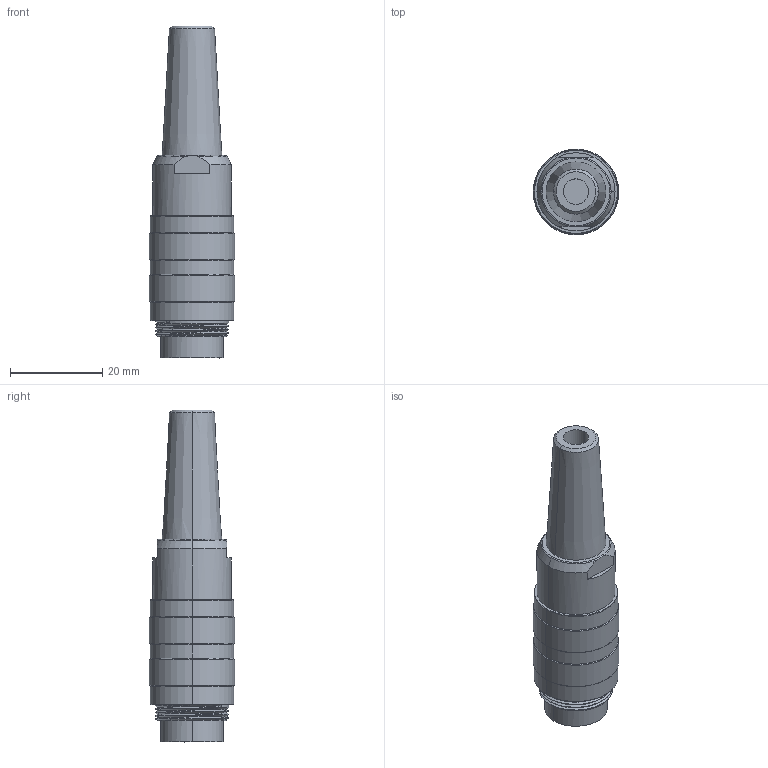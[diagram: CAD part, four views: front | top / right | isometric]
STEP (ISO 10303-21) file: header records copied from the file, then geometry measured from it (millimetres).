
FILE_DESCRIPTION(('CATIA V5 STEP Exchange','CAx-IF Rec.Pracs.--- Model Styling and Organization---1.4--- 2014-01-23'),'2;1');
FILE_NAME ('011343-1_1', '2019-12-12T11:37:21+00:00', ('none'), ('Weidmueller'), 'CATIA Version 5-6 Release 2016 SP3 HF44', 'CATIA V5 STEP AP214', 'none');
FILE_SCHEMA(('AUTOMOTIVE_DESIGN { 1 0 10303 214 1 1 1 1 }'));
Length unit declared in the file: millimetre
Products named in the file (1): 1321700000
Bounding box: 18.5 x 18.5 x 71.8 mm (x, y, z)
Volume: 11827.9 mm3; surface area: 4866.2 mm2
Topology: 2 solids, 3 shells, 108 faces, 362 edges, 267 vertices
Faces by surface type: cylinder 44, cone 31, plane 16, bspline 13, torus 4
Entity records: 7468 total; most frequent: CARTESIAN_POINT 4735, ORIENTED_EDGE 724, EDGE_CURVE 362, DIRECTION 324, VERTEX_POINT 267, B_SPLINE_CURVE_WITH_KNOTS 178, AXIS2_PLACEMENT_3D 166, EDGE_LOOP 115
